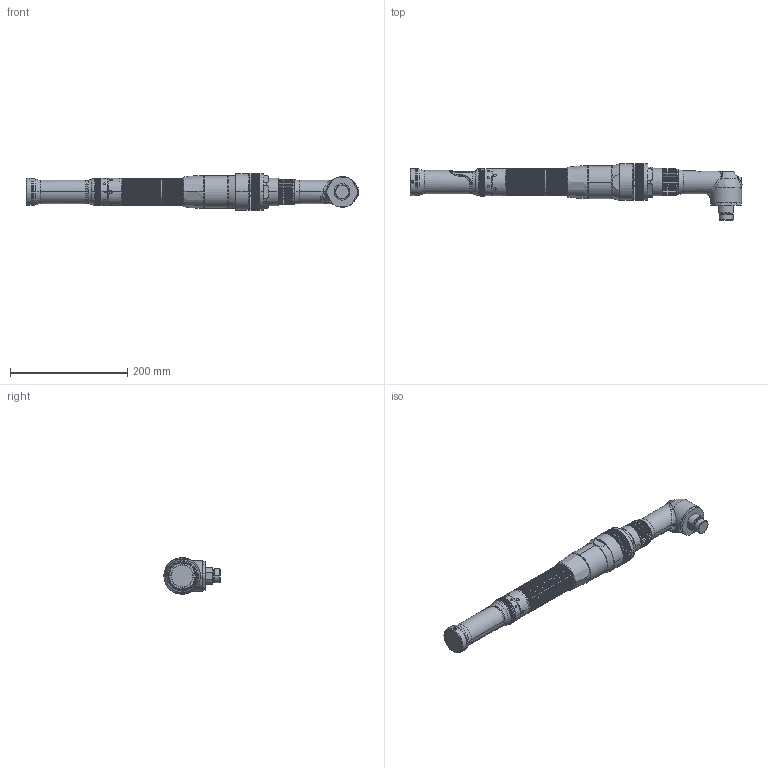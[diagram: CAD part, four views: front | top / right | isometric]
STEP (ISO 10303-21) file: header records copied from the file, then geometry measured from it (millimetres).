
FILE_DESCRIPTION((''),'2;1');
FILE_NAME('48EAE230H_SW0001','2012-06-04T',('BBFF4'),(''),'PRO/ENGINEER BY PARAMETRIC TECHNOLOGY CORPORATION, 2010140','PRO/ENGINEER BY PARAMETRIC TECHNOLOGY CORPORATION, 2010140','');
FILE_SCHEMA(('CONFIG_CONTROL_DESIGN'));
Products named in the file (1): 48EAE230H_SW0001
Bounding box: 565.45 x 95.48 x 62.21 mm (x, y, z)
Volume: 741796 mm3; surface area: 188184.1 mm2
Topology: 4 solids, 5 shells, 3285 faces, 9108 edges, 5803 vertices
Faces by surface type: cylinder 1134, plane 1007, extrusion 402, cone 263, bspline 244, torus 181, revolution 39, sphere 15
Entity records: 134726 total; most frequent: CARTESIAN_POINT 54077, ORIENTED_EDGE 18212, DIRECTION 15241, EDGE_CURVE 9106, VERTEX_POINT 5803, AXIS2_PLACEMENT_3D 5654, VECTOR 3894, LINE 3492
